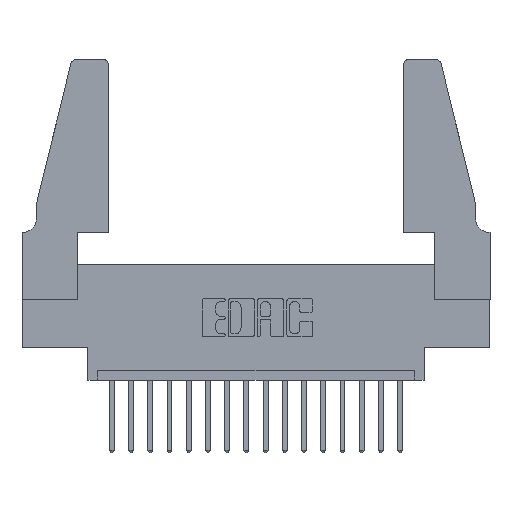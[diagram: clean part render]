
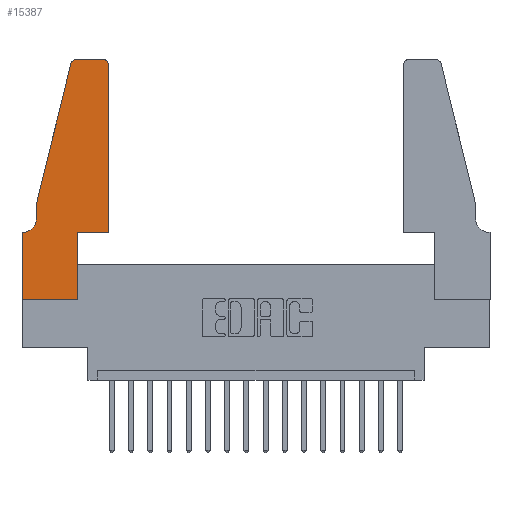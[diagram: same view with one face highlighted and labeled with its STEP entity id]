
A CAD part, top view. The second image highlights one B-rep face of the part: STEP entity #15387.
In plain terms, the highlighted planar face has unit normal (0, 0, 1).
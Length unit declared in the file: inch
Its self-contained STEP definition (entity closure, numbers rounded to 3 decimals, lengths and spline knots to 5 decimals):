
#204 = ORIENTED_EDGE ( 'NONE', *, *, #10896, .T. ) ;
#224 = CIRCLE ( 'NONE', #11114, 0.03 ) ;
#334 = VERTEX_POINT ( 'NONE', #3364 ) ;
#702 = CIRCLE ( 'NONE', #2954, 0.03 ) ;
#727 = VERTEX_POINT ( 'NONE', #8531 ) ;
#1048 = ORIENTED_EDGE ( 'NONE', *, *, #2196, .T. ) ;
#1317 = CARTESIAN_POINT ( 'NONE',  ( 0.0755, 0.5, 0.37 ) ) ;
#1420 = EDGE_CURVE ( 'NONE', #17638, #17584, #17735, .T. ) ;
#1476 = VERTEX_POINT ( 'NONE', #12488 ) ;
#2170 = CARTESIAN_POINT ( 'NONE',  ( 0.4505, 0.35, 0.37 ) ) ;
#2196 = EDGE_CURVE ( 'NONE', #17584, #6802, #2580, .T. ) ;
#2229 = CARTESIAN_POINT ( 'NONE',  ( 0.4205, 1.22, 0.37 ) ) ;
#2381 = CARTESIAN_POINT ( 'NONE',  ( 0.0755, 0.35, 0.37 ) ) ;
#2462 = ORIENTED_EDGE ( 'NONE', *, *, #12456, .T. ) ;
#2580 = LINE ( 'NONE', #4833, #9512 ) ;
#2590 = ORIENTED_EDGE ( 'NONE', *, *, #2814, .T. ) ;
#2681 = VECTOR ( 'NONE', #8775, 39.37008 ) ;
#2814 = EDGE_CURVE ( 'NONE', #3166, #10081, #224, .T. ) ;
#2870 = VECTOR ( 'NONE', #10922, 39.37008 ) ;
#2954 = AXIS2_PLACEMENT_3D ( 'NONE', #2229, #8951, #14568 ) ;
#3166 = VERTEX_POINT ( 'NONE', #8626 ) ;
#3364 = CARTESIAN_POINT ( 'NONE',  ( 0.2865, 0.35, 0.37 ) ) ;
#3851 = DIRECTION ( 'NONE',  ( 0., 0., -1. ) ) ;
#4151 = VECTOR ( 'NONE', #11293, 39.37008 ) ;
#4379 = ORIENTED_EDGE ( 'NONE', *, *, #13610, .T. ) ;
#4424 = ORIENTED_EDGE ( 'NONE', *, *, #1420, .T. ) ;
#4466 = CARTESIAN_POINT ( 'NONE',  ( 0.0055, 0.35, 0.37 ) ) ;
#4625 = CARTESIAN_POINT ( 'NONE',  ( 0.2865, 0.35, 0.37 ) ) ;
#4636 = VERTEX_POINT ( 'NONE', #1317 ) ;
#4720 = CARTESIAN_POINT ( 'NONE',  ( 0.2605, 1.25, 0.37 ) ) ;
#4833 = CARTESIAN_POINT ( 'NONE',  ( 0., 0., 0.37 ) ) ;
#4927 = LINE ( 'NONE', #7964, #14245 ) ;
#5112 = CARTESIAN_POINT ( 'NONE',  ( 0.4505, 0.35, 0.37 ) ) ;
#5215 = CIRCLE ( 'NONE', #15864, 0.07 ) ;
#5357 = DIRECTION ( 'NONE',  ( -1., 0., 0. ) ) ;
#6020 = CARTESIAN_POINT ( 'NONE',  ( 0.2865, 0., 0.37 ) ) ;
#6620 = EDGE_CURVE ( 'NONE', #6802, #334, #12621, .T. ) ;
#6672 = DIRECTION ( 'NONE',  ( 0., 1., 0. ) ) ;
#6802 = VERTEX_POINT ( 'NONE', #6020 ) ;
#6882 = EDGE_CURVE ( 'NONE', #13707, #17638, #17782, .T. ) ;
#7440 = VECTOR ( 'NONE', #17260, 39.37008 ) ;
#7589 = LINE ( 'NONE', #5112, #17753 ) ;
#7725 = DIRECTION ( 'NONE',  ( 0., 0., 1. ) ) ;
#7964 = CARTESIAN_POINT ( 'NONE',  ( 0.0755, 0.5, 0.37 ) ) ;
#8024 = EDGE_CURVE ( 'NONE', #12609, #13707, #5215, .T. ) ;
#8105 = LINE ( 'NONE', #2170, #7440 ) ;
#8531 = CARTESIAN_POINT ( 'NONE',  ( 0.4505, 0.35, 0.37 ) ) ;
#8611 = ORIENTED_EDGE ( 'NONE', *, *, #8024, .T. ) ;
#8626 = CARTESIAN_POINT ( 'NONE',  ( 0.284, 1.25, 0.37 ) ) ;
#8775 = DIRECTION ( 'NONE',  ( 0., 1., 0. ) ) ;
#8933 = EDGE_LOOP ( 'NONE', ( #4379, #2590, #14852, #17585, #8611, #10324, #4424, #1048, #12849, #204, #2462, #17806 ) ) ;
#8951 = DIRECTION ( 'NONE',  ( 0., 0., 1. ) ) ;
#9303 = DIRECTION ( 'NONE',  ( 0., -1., 0. ) ) ;
#9512 = VECTOR ( 'NONE', #14343, 39.37008 ) ;
#9887 = DIRECTION ( 'NONE',  ( 0., 0., 1. ) ) ;
#9929 = CARTESIAN_POINT ( 'NONE',  ( 0.0755, 0.42, 0.37 ) ) ;
#10081 = VERTEX_POINT ( 'NONE', #14659 ) ;
#10324 = ORIENTED_EDGE ( 'NONE', *, *, #6882, .T. ) ;
#10896 = EDGE_CURVE ( 'NONE', #334, #727, #8105, .T. ) ;
#10922 = DIRECTION ( 'NONE',  ( -1., 0., 0. ) ) ;
#11114 = AXIS2_PLACEMENT_3D ( 'NONE', #16235, #7725, #13342 ) ;
#11169 = FACE_OUTER_BOUND ( 'NONE', #8933, .T. ) ;
#11293 = DIRECTION ( 'NONE',  ( 0., -1., 0. ) ) ;
#11359 = CARTESIAN_POINT ( 'NONE',  ( 0., 0.35, 0.37 ) ) ;
#11684 = VECTOR ( 'NONE', #15433, 39.37008 ) ;
#12349 = EDGE_CURVE ( 'NONE', #1476, #14972, #702, .T. ) ;
#12456 = EDGE_CURVE ( 'NONE', #727, #1476, #7589, .T. ) ;
#12488 = CARTESIAN_POINT ( 'NONE',  ( 0.4505, 1.22, 0.37 ) ) ;
#12535 = CARTESIAN_POINT ( 'NONE',  ( 0.0755, 0.5, 0.37 ) ) ;
#12550 = LINE ( 'NONE', #4720, #17697 ) ;
#12609 = VERTEX_POINT ( 'NONE', #9929 ) ;
#12621 = LINE ( 'NONE', #4625, #2681 ) ;
#12748 = CARTESIAN_POINT ( 'NONE',  ( 0.4205, 1.25, 0.37 ) ) ;
#12777 = PLANE ( 'NONE',  #14125 ) ;
#12804 = CARTESIAN_POINT ( 'NONE',  ( 0., 0., 0.37 ) ) ;
#12849 = ORIENTED_EDGE ( 'NONE', *, *, #6620, .T. ) ;
#12854 = EDGE_CURVE ( 'NONE', #10081, #4636, #15168, .T. ) ;
#13342 = DIRECTION ( 'NONE',  ( 1., 0., 0. ) ) ;
#13610 = EDGE_CURVE ( 'NONE', #14972, #3166, #12550, .T. ) ;
#13707 = VERTEX_POINT ( 'NONE', #4466 ) ;
#14125 = AXIS2_PLACEMENT_3D ( 'NONE', #14126, #9887, #16759 ) ;
#14126 = CARTESIAN_POINT ( 'NONE',  ( 0., 0.35, 0.37 ) ) ;
#14158 = DIRECTION ( 'NONE',  ( -1., 0., 0. ) ) ;
#14245 = VECTOR ( 'NONE', #9303, 39.37008 ) ;
#14343 = DIRECTION ( 'NONE',  ( 1., 0., 0. ) ) ;
#14568 = DIRECTION ( 'NONE',  ( 1., 0., 0. ) ) ;
#14633 = EDGE_CURVE ( 'NONE', #4636, #12609, #4927, .T. ) ;
#14659 = CARTESIAN_POINT ( 'NONE',  ( 0.25487, 1.22718, 0.37 ) ) ;
#14852 = ORIENTED_EDGE ( 'NONE', *, *, #12854, .T. ) ;
#14972 = VERTEX_POINT ( 'NONE', #12748 ) ;
#15168 = LINE ( 'NONE', #12535, #11684 ) ;
#15387 = ADVANCED_FACE ( 'NONE', ( #11169 ), #12777, .T. ) ;
#15433 = DIRECTION ( 'NONE',  ( -0.239, -0.971, 0. ) ) ;
#15864 = AXIS2_PLACEMENT_3D ( 'NONE', #16273, #3851, #5357 ) ;
#16235 = CARTESIAN_POINT ( 'NONE',  ( 0.284, 1.22, 0.37 ) ) ;
#16273 = CARTESIAN_POINT ( 'NONE',  ( 0.0055, 0.42, 0.37 ) ) ;
#16759 = DIRECTION ( 'NONE',  ( 1., 0., 0. ) ) ;
#17260 = DIRECTION ( 'NONE',  ( 1., 0., 0. ) ) ;
#17584 = VERTEX_POINT ( 'NONE', #12804 ) ;
#17585 = ORIENTED_EDGE ( 'NONE', *, *, #14633, .T. ) ;
#17638 = VERTEX_POINT ( 'NONE', #11359 ) ;
#17697 = VECTOR ( 'NONE', #14158, 39.37008 ) ;
#17735 = LINE ( 'NONE', #17796, #4151 ) ;
#17753 = VECTOR ( 'NONE', #6672, 39.37008 ) ;
#17782 = LINE ( 'NONE', #2381, #2870 ) ;
#17796 = CARTESIAN_POINT ( 'NONE',  ( 0., 0., 0.37 ) ) ;
#17806 = ORIENTED_EDGE ( 'NONE', *, *, #12349, .T. ) ;
